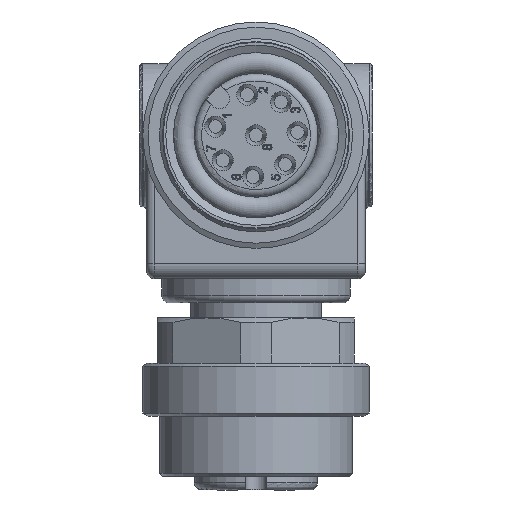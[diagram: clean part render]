
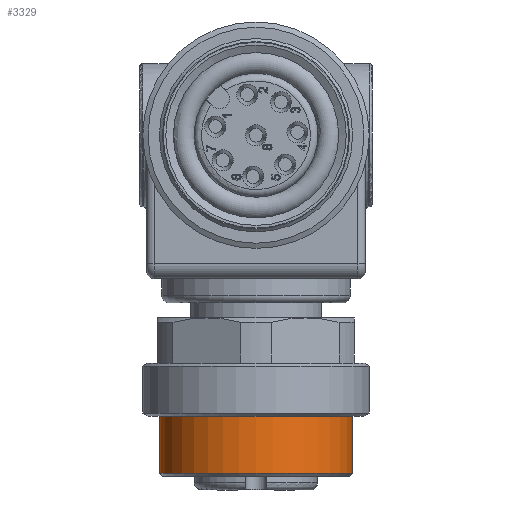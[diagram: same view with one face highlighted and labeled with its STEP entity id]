
A CAD part, front view. The second image highlights one B-rep face of the part: STEP entity #3329.
In plain terms, the highlighted cylindrical face has radius 6.4 mm (diameter 12.8 mm), a full revolution.
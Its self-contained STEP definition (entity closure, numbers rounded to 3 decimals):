
#3329=ADVANCED_FACE('',(#4005,#4006),#3881,.T.);
#3881=CYLINDRICAL_SURFACE('',#11035,6.4);
#4005=FACE_BOUND('',#4409,.T.);
#4006=FACE_BOUND('',#4410,.T.);
#4409=EDGE_LOOP('',(#5621));
#4410=EDGE_LOOP('',(#5622));
#5621=ORIENTED_EDGE('',*,*,#9291,.T.);
#5622=ORIENTED_EDGE('',*,*,#9292,.T.);
#8187=VERTEX_POINT('',#14741);
#8188=VERTEX_POINT('',#14743);
#9291=EDGE_CURVE('',#8187,#8187,#10606,.T.);
#9292=EDGE_CURVE('',#8188,#8188,#10607,.T.);
#10606=CIRCLE('',#11033,6.4);
#10607=CIRCLE('',#11034,6.4);
#11033=AXIS2_PLACEMENT_3D('',#14740,#12151,#12152);
#11034=AXIS2_PLACEMENT_3D('',#14742,#12153,#12154);
#11035=AXIS2_PLACEMENT_3D('',#14744,#12155,#12156);
#12151=DIRECTION('',(0.,0.,1.));
#12152=DIRECTION('',(0.866,0.5,0.));
#12153=DIRECTION('',(0.,0.,-1.));
#12154=DIRECTION('',(-0.5,0.866,0.));
#12155=DIRECTION('',(0.,0.,-1.));
#12156=DIRECTION('',(-0.5,0.866,0.));
#14740=CARTESIAN_POINT('',(0.,-6.971,-22.4));
#14741=CARTESIAN_POINT('',(5.543,-3.771,-22.4));
#14742=CARTESIAN_POINT('',(0.,-6.971,-18.6));
#14743=CARTESIAN_POINT('',(-3.2,-1.428,-18.6));
#14744=CARTESIAN_POINT('',(0.,-6.971,-22.6));
